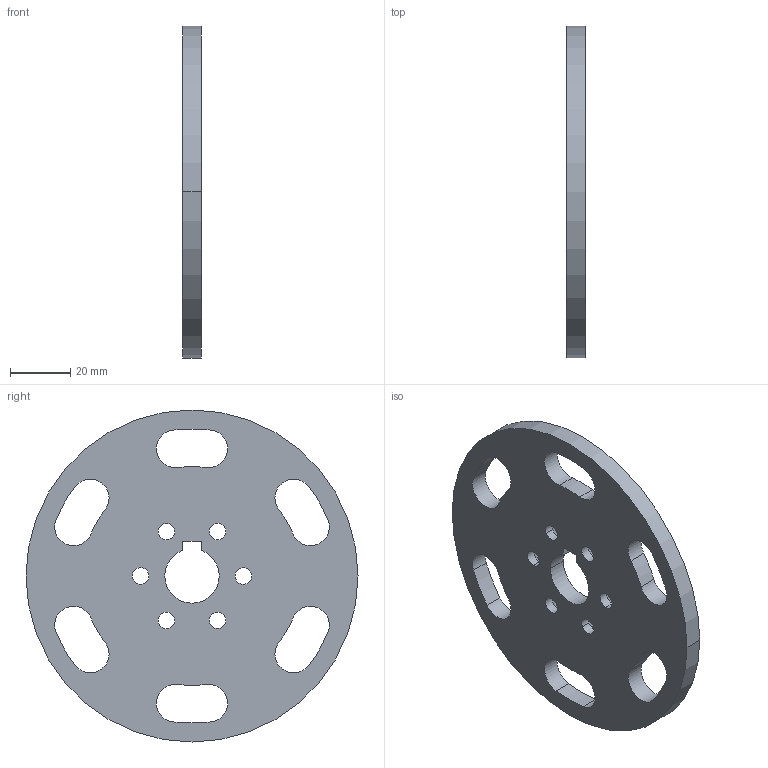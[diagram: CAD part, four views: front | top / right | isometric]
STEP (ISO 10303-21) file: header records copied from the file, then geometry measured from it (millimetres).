
FILE_DESCRIPTION(('CATIA V5 STEP Exchange'),'2;1');
FILE_NAME('disque crabot femelle B.stp','2019-04-15T20:57:21+00:00',('none'),('none'),'CATIA Version 5 Release 20 GA (IN-10)','CATIA V5 STEP AP203','none');
FILE_SCHEMA(('CONFIG_CONTROL_DESIGN'));
Length unit declared in the file: millimetre
Products named in the file (1): disque crabot femelle
Bounding box: 6 x 110 x 110 mm (x, y, z)
Volume: 44480.7 mm3; surface area: 20212.1 mm2
Topology: 1 solids, 1 shells, 58 faces, 156 edges, 100 vertices
Faces by surface type: cylinder 41, cone 12, plane 5
Entity records: 1813 total; most frequent: ORIENTED_EDGE 312, CARTESIAN_POINT 306, DIRECTION 254, EDGE_CURVE 156, AXIS2_PLACEMENT_3D 144, VERTEX_POINT 100, CIRCLE 94, EDGE_LOOP 84
